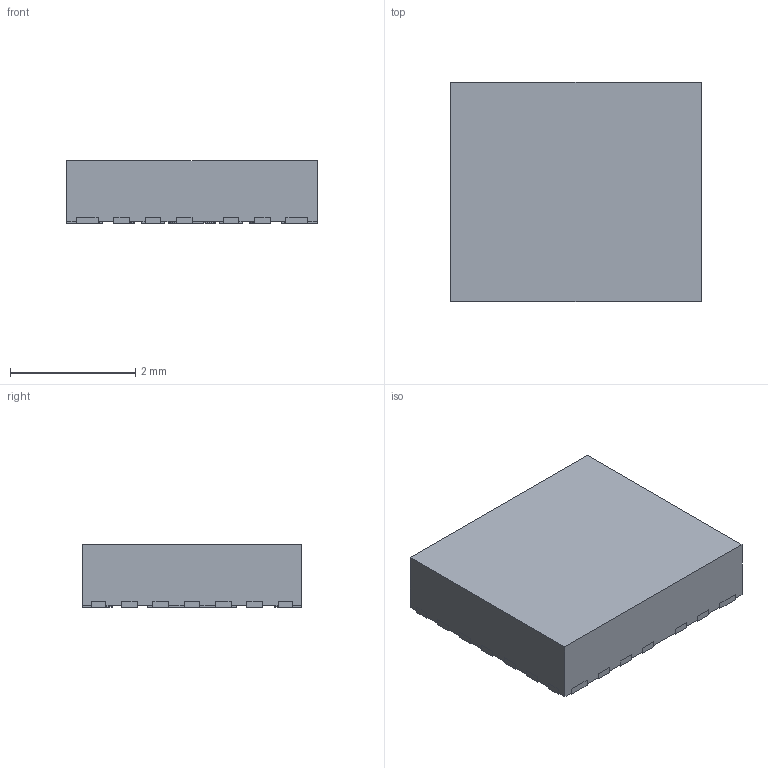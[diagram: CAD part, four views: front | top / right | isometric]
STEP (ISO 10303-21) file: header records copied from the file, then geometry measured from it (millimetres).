
FILE_DESCRIPTION((''),'2;1');
FILE_NAME('RPM0026A_ASM','2018-10-24T11:31:56',('a0412086'),(''),'CREO PARAMETRIC BY PTC INC, 2017110','CREO PARAMETRIC BY PTC INC, 2017110','');
FILE_SCHEMA(('AUTOMOTIVE_DESIGN { 1 0 10303 214 1 1 1 1 }'));
Length unit declared in the file: millimetre
Products named in the file (3): FRAME; MOLD; RPM0026A_ASM
Assembly tree (2 placements, depth 2):
  RPM0026A_ASM
    FRAME
    MOLD
Bounding box: 4 x 3.5 x 1 mm (x, y, z)
Volume: 13.8 mm3; surface area: 57.7 mm2
Topology: 27 solids, 27 shells, 705 faces, 1944 edges, 1296 vertices
Faces by surface type: plane 705
Entity records: 28252 total; most frequent: CARTESIAN_POINT 3984, ORIENTED_EDGE 3888, DIRECTION 3403, PRESENTATION_STYLE_ASSIGNMENT 1971, STYLED_ITEM 1971, VECTOR 1944, LINE 1944, CURVE_STYLE 1944
